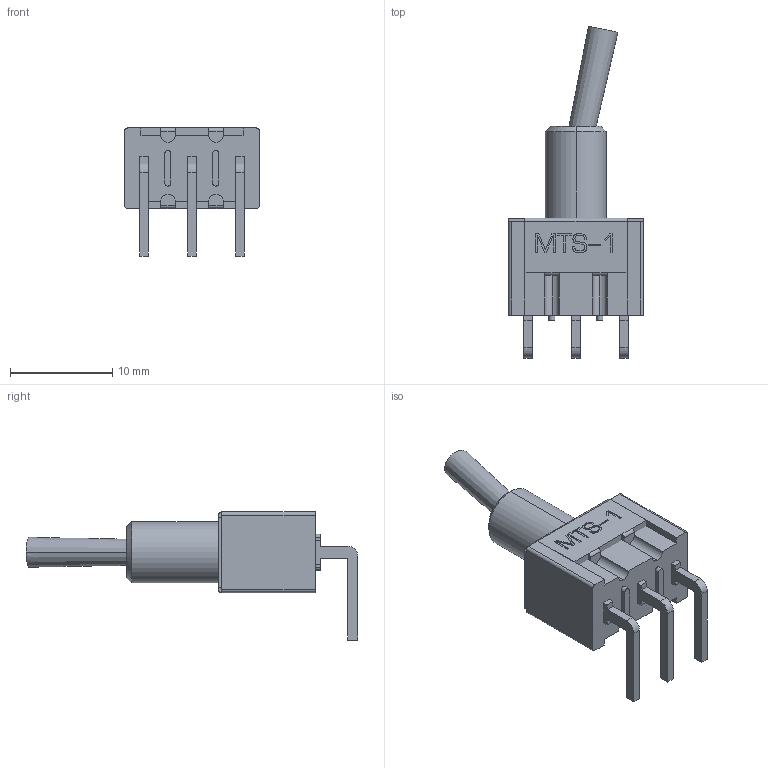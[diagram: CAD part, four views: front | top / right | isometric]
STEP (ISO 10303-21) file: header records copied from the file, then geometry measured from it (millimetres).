
FILE_DESCRIPTION (( 'STEP AP214' ), '1' );
FILE_NAME ('chaveAL90.STEP', '2019-12-11T20:13:33', ( '' ), ( '' ), 'SwSTEP 2.0', 'SolidWorks 2018', '' );
FILE_SCHEMA (( 'AUTOMOTIVE_DESIGN' ));
Length unit declared in the file: millimetre
Products named in the file (1): chaveAL90
Bounding box: 13.2 x 32.52 x 12.55 mm (x, y, z)
Volume: 1534 mm3; surface area: 1496.5 mm2
Topology: 6 solids, 6 shells, 397 faces, 1052 edges, 698 vertices
Faces by surface type: plane 261, bspline 96, cylinder 36, cone 4
Entity records: 13314 total; most frequent: CARTESIAN_POINT 3954, ORIENTED_EDGE 2104, DIRECTION 1541, EDGE_CURVE 1052, LINE 781, VECTOR 781, VERTEX_POINT 698, EDGE_LOOP 428
